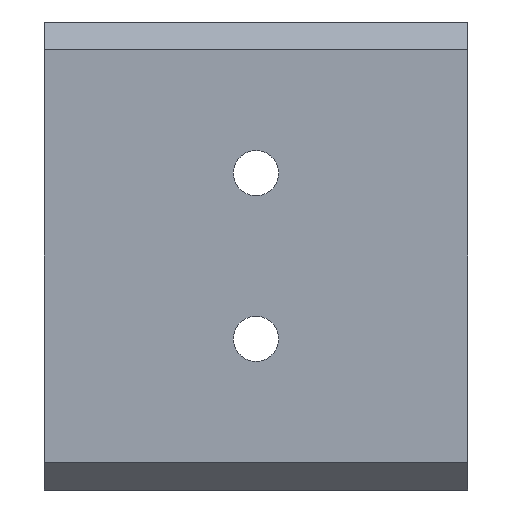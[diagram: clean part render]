
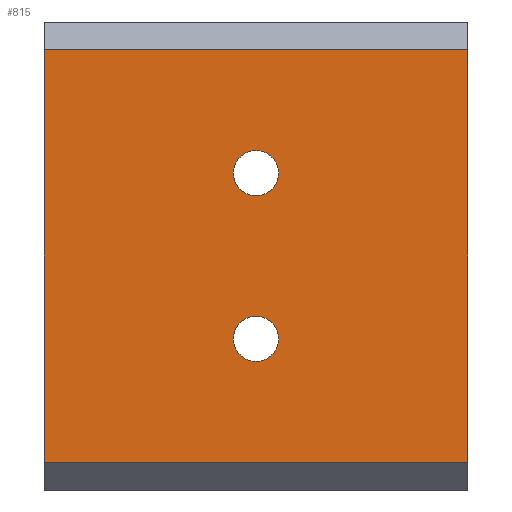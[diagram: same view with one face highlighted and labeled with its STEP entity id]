
A CAD part, front view. The second image highlights one B-rep face of the part: STEP entity #815.
In plain terms, the highlighted planar face has unit normal (0, -1, 0).
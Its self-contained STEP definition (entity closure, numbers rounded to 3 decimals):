
#42=FACE_BOUND('',#142,.T.);
#43=FACE_BOUND('',#143,.T.);
#61=CIRCLE('',#891,1.23);
#63=CIRCLE('',#894,1.23);
#93=FACE_OUTER_BOUND('',#141,.T.);
#141=EDGE_LOOP('',(#609,#610,#611,#612));
#142=EDGE_LOOP('',(#613));
#143=EDGE_LOOP('',(#614));
#181=LINE('',#1196,#264);
#187=LINE('',#1208,#270);
#196=LINE('',#1229,#279);
#207=LINE('',#1271,#290);
#264=VECTOR('',#954,10.);
#270=VECTOR('',#962,10.);
#279=VECTOR('',#979,10.);
#290=VECTOR('',#1014,10.);
#346=VERTEX_POINT('',#1192);
#348=VERTEX_POINT('',#1195);
#351=VERTEX_POINT('',#1202);
#353=VERTEX_POINT('',#1206);
#383=VERTEX_POINT('',#1278);
#385=VERTEX_POINT('',#1284);
#426=EDGE_CURVE('',#348,#346,#181,.T.);
#432=EDGE_CURVE('',#351,#353,#187,.T.);
#443=EDGE_CURVE('',#351,#346,#196,.T.);
#464=EDGE_CURVE('',#353,#348,#207,.T.);
#469=EDGE_CURVE('',#383,#383,#61,.T.);
#472=EDGE_CURVE('',#385,#385,#63,.T.);
#609=ORIENTED_EDGE('',*,*,#426,.T.);
#610=ORIENTED_EDGE('',*,*,#443,.F.);
#611=ORIENTED_EDGE('',*,*,#432,.T.);
#612=ORIENTED_EDGE('',*,*,#464,.T.);
#613=ORIENTED_EDGE('',*,*,#469,.T.);
#614=ORIENTED_EDGE('',*,*,#472,.T.);
#789=PLANE('',#896);
#815=ADVANCED_FACE('',(#93,#42,#43),#789,.T.);
#891=AXIS2_PLACEMENT_3D('',#1280,#1022,#1023);
#894=AXIS2_PLACEMENT_3D('',#1286,#1029,#1030);
#896=AXIS2_PLACEMENT_3D('',#1291,#1035,#1036);
#954=DIRECTION('',(-1.,0.,0.));
#962=DIRECTION('',(1.,0.,0.));
#979=DIRECTION('',(0.,0.,1.));
#1014=DIRECTION('',(0.,0.,1.));
#1022=DIRECTION('center_axis',(0.,1.,0.));
#1023=DIRECTION('ref_axis',(1.,0.,0.));
#1029=DIRECTION('center_axis',(0.,1.,0.));
#1030=DIRECTION('ref_axis',(1.,0.,0.));
#1035=DIRECTION('center_axis',(0.,-1.,0.));
#1036=DIRECTION('ref_axis',(1.,0.,0.));
#1192=CARTESIAN_POINT('',(0.,0.029,11.523));
#1195=CARTESIAN_POINT('',(23.,0.029,11.523));
#1196=CARTESIAN_POINT('',(11.5,0.029,11.523));
#1202=CARTESIAN_POINT('',(0.,0.029,-10.892));
#1206=CARTESIAN_POINT('',(23.,0.029,-10.892));
#1208=CARTESIAN_POINT('',(11.5,0.029,-10.892));
#1229=CARTESIAN_POINT('',(0.,0.029,-12.392));
#1271=CARTESIAN_POINT('',(23.,0.029,-12.392));
#1278=CARTESIAN_POINT('',(10.271,0.029,-4.185));
#1280=CARTESIAN_POINT('Origin',(11.5,0.029,-4.185));
#1284=CARTESIAN_POINT('',(10.271,0.029,4.815));
#1286=CARTESIAN_POINT('Origin',(11.5,0.029,4.815));
#1291=CARTESIAN_POINT('Origin',(0.,0.029,-12.392));
